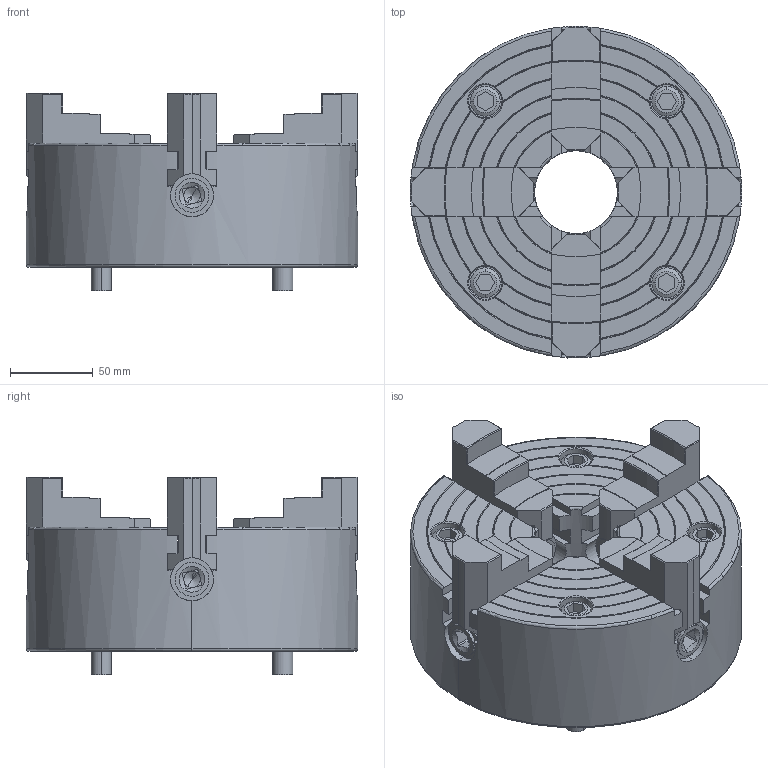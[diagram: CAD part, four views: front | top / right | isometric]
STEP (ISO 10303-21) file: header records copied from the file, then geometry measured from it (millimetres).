
FILE_DESCRIPTION (( 'STEP AP203' ), '1' );
FILE_NAME ('IC-08_ガイケイ.STEP', '2018-06-26T10:26:48', ( '' ), ( '' ), 'SwSTEP 2.0', 'SolidWorks 2017', '' );
FILE_SCHEMA (( 'CONFIG_CONTROL_DESIGN' ));
Length unit declared in the file: millimetre
Products named in the file (1): IC-08_ガイケイ
Bounding box: 200.36 x 200.36 x 119 mm (x, y, z)
Volume: 1754682.4 mm3; surface area: 238249.9 mm2
Topology: 1 solids, 1 shells, 1087 faces, 2922 edges, 1794 vertices
Faces by surface type: plane 347, cylinder 334, bspline 172, cone 144, torus 82, sphere 8
Entity records: 46377 total; most frequent: CARTESIAN_POINT 20432, ORIENTED_EDGE 5796, DIRECTION 5150, EDGE_CURVE 2898, AXIS2_PLACEMENT_3D 2004, VERTEX_POINT 1794, VECTOR 1142, LINE 1142
